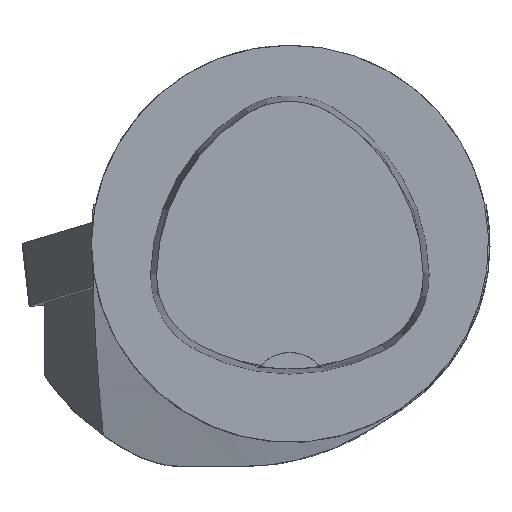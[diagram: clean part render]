
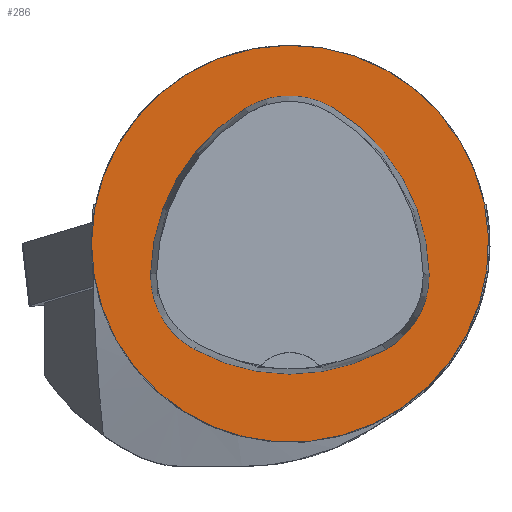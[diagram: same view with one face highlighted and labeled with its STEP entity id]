
A CAD part, top view. The second image highlights one B-rep face of the part: STEP entity #286.
In plain terms, the highlighted planar face has unit normal (0, 0, 1).
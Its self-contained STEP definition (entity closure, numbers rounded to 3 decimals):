
#286=ADVANCED_FACE('',(#706,#707),#363,.T.);
#363=PLANE('',#1945);
#706=FACE_BOUND('',#752,.T.);
#707=FACE_BOUND('',#753,.T.);
#752=EDGE_LOOP('',(#1020,#1021,#1022,#1023,#1024,#1025));
#753=EDGE_LOOP('',(#1026));
#1020=ORIENTED_EDGE('',*,*,#1613,.T.);
#1021=ORIENTED_EDGE('',*,*,#1593,.T.);
#1022=ORIENTED_EDGE('',*,*,#1597,.T.);
#1023=ORIENTED_EDGE('',*,*,#1600,.T.);
#1024=ORIENTED_EDGE('',*,*,#1603,.T.);
#1025=ORIENTED_EDGE('',*,*,#1611,.T.);
#1026=ORIENTED_EDGE('',*,*,#1567,.F.);
#1386=VERTEX_POINT('',#2801);
#1404=VERTEX_POINT('',#2900);
#1405=VERTEX_POINT('',#2901);
#1408=VERTEX_POINT('',#2909);
#1410=VERTEX_POINT('',#2915);
#1412=VERTEX_POINT('',#2921);
#1419=VERTEX_POINT('',#2942);
#1567=EDGE_CURVE('',#1386,#1386,#1737,.T.);
#1593=EDGE_CURVE('',#1404,#1405,#1743,.T.);
#1597=EDGE_CURVE('',#1405,#1408,#1745,.T.);
#1600=EDGE_CURVE('',#1408,#1410,#1747,.T.);
#1603=EDGE_CURVE('',#1410,#1412,#1749,.T.);
#1611=EDGE_CURVE('',#1412,#1419,#1753,.T.);
#1613=EDGE_CURVE('',#1419,#1404,#1755,.T.);
#1737=CIRCLE('',#1908,20.);
#1743=CIRCLE('',#1923,20.);
#1745=CIRCLE('',#1926,8.5);
#1747=CIRCLE('',#1929,20.);
#1749=CIRCLE('',#1932,8.5);
#1753=CIRCLE('',#1937,20.);
#1755=CIRCLE('',#1940,8.5);
#1908=AXIS2_PLACEMENT_3D('',#2800,#2211,#2212);
#1923=AXIS2_PLACEMENT_3D('',#2899,#2245,#2246);
#1926=AXIS2_PLACEMENT_3D('',#2908,#2253,#2254);
#1929=AXIS2_PLACEMENT_3D('',#2914,#2260,#2261);
#1932=AXIS2_PLACEMENT_3D('',#2920,#2267,#2268);
#1937=AXIS2_PLACEMENT_3D('',#2943,#2279,#2280);
#1940=AXIS2_PLACEMENT_3D('',#2946,#2285,#2286);
#1945=AXIS2_PLACEMENT_3D('',#2951,#2295,#2296);
#2211=DIRECTION('',(0.,0.,-1.));
#2212=DIRECTION('',(-1.,0.,0.));
#2245=DIRECTION('',(0.,0.,-1.));
#2246=DIRECTION('',(-1.,0.,0.));
#2253=DIRECTION('',(0.,0.,-1.));
#2254=DIRECTION('',(-1.,0.,0.));
#2260=DIRECTION('',(0.,0.,-1.));
#2261=DIRECTION('',(-1.,0.,0.));
#2267=DIRECTION('',(0.,0.,-1.));
#2268=DIRECTION('',(-1.,0.,0.));
#2279=DIRECTION('',(0.,0.,-1.));
#2280=DIRECTION('',(-1.,0.,0.));
#2285=DIRECTION('',(0.,0.,-1.));
#2286=DIRECTION('',(-1.,0.,0.));
#2295=DIRECTION('',(0.,0.,1.));
#2296=DIRECTION('',(1.,0.,0.));
#2800=CARTESIAN_POINT('',(0.,0.,0.));
#2801=CARTESIAN_POINT('',(-20.,0.,0.));
#2899=CARTESIAN_POINT('',(5.955,-3.414,0.));
#2900=CARTESIAN_POINT('',(-14.041,-3.042,0.));
#2901=CARTESIAN_POINT('',(-4.472,13.653,0.));
#2908=CARTESIAN_POINT('',(-0.04,6.4,0.));
#2909=CARTESIAN_POINT('',(4.347,13.68,0.));
#2914=CARTESIAN_POINT('',(-5.976,-3.45,0.));
#2915=CARTESIAN_POINT('',(14.021,-3.075,0.));
#2920=CARTESIAN_POINT('',(5.522,-3.235,0.));
#2921=CARTESIAN_POINT('',(9.588,-10.699,0.));
#2942=CARTESIAN_POINT('',(-9.655,-10.639,0.));
#2943=CARTESIAN_POINT('',(0.022,6.864,0.));
#2946=CARTESIAN_POINT('',(-5.543,-3.2,0.));
#2951=CARTESIAN_POINT('',(0.,0.,0.));
